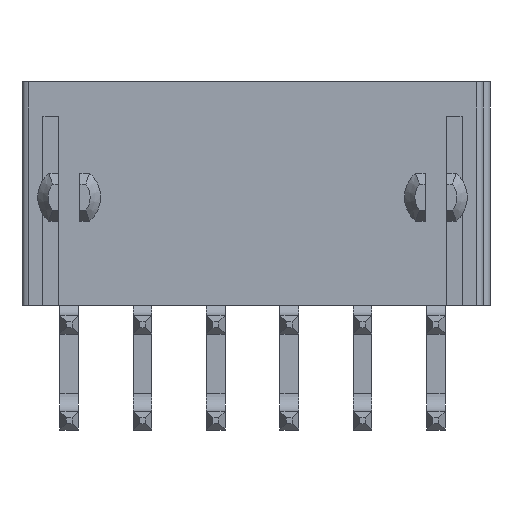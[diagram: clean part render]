
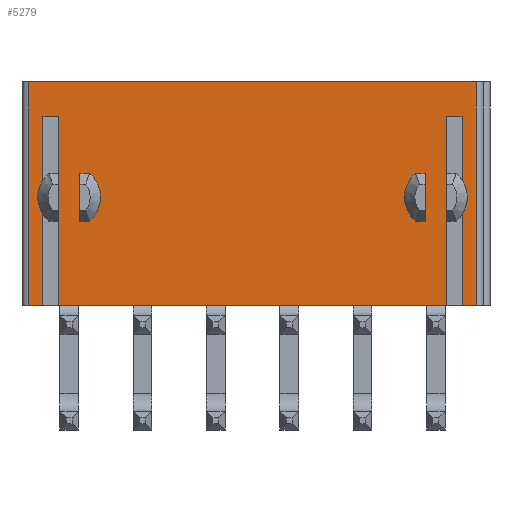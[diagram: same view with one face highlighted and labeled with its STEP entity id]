
A CAD part, front view. The second image highlights one B-rep face of the part: STEP entity #5279.
In plain terms, the highlighted planar face has unit normal (0, -1, 0).
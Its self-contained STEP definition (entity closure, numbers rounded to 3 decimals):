
#22=DIRECTION('',(-1.,0.,0.));
#23=VECTOR('',#22,25.6);
#24=CARTESIAN_POINT('',(12.8,0.4,0.));
#25=LINE('',#24,#23);
#329=DIRECTION('',(0.,0.,1.));
#330=VECTOR('',#329,12.8);
#331=CARTESIAN_POINT('',(-12.8,0.4,-12.8));
#332=LINE('',#331,#330);
#338=DIRECTION('',(0.,0.,-1.));
#339=VECTOR('',#338,2.741);
#340=CARTESIAN_POINT('',(9.89,0.4,-5.23));
#341=LINE('',#340,#339);
#342=DIRECTION('',(0.,0.,1.));
#343=VECTOR('',#342,2.741);
#344=CARTESIAN_POINT('',(-9.89,0.4,-7.97));
#345=LINE('',#344,#343);
#346=DIRECTION('',(-1.,0.,0.));
#347=VECTOR('',#346,0.89);
#348=CARTESIAN_POINT('',(12.,0.4,-2.));
#349=LINE('',#348,#347);
#350=DIRECTION('',(-1.,0.,0.));
#351=VECTOR('',#350,0.89);
#352=CARTESIAN_POINT('',(-11.11,0.4,-2.));
#353=LINE('',#352,#351);
#354=DIRECTION('',(0.,0.,1.));
#355=VECTOR('',#354,10.8);
#356=CARTESIAN_POINT('',(-12.,0.4,-12.8));
#357=LINE('',#356,#355);
#358=DIRECTION('',(0.,0.,1.));
#359=VECTOR('',#358,10.8);
#360=CARTESIAN_POINT('',(12.,0.4,-12.8));
#361=LINE('',#360,#359);
#367=CARTESIAN_POINT('',(10.5,0.4,-6.6));
#368=DIRECTION('',(0.,1.,0.));
#369=DIRECTION('',(-0.407,0.,-0.914));
#370=AXIS2_PLACEMENT_3D('',#367,#368,#369);
#491=DIRECTION('',(0.,0.,1.));
#492=VECTOR('',#491,10.8);
#493=CARTESIAN_POINT('',(11.11,0.4,-12.8));
#494=LINE('',#493,#492);
#531=DIRECTION('',(-1.,0.,0.));
#532=VECTOR('',#531,0.8);
#533=CARTESIAN_POINT('',(-12.,0.4,-12.8));
#534=LINE('',#533,#532);
#539=DIRECTION('',(-1.,0.,0.));
#540=VECTOR('',#539,22.22);
#541=CARTESIAN_POINT('',(11.11,0.4,-12.8));
#542=LINE('',#541,#540);
#547=DIRECTION('',(-1.,0.,0.));
#548=VECTOR('',#547,0.8);
#549=CARTESIAN_POINT('',(12.8,0.4,-12.8));
#550=LINE('',#549,#548);
#776=DIRECTION('',(0.,0.,-1.));
#777=VECTOR('',#776,10.8);
#778=CARTESIAN_POINT('',(-11.11,0.4,-2.));
#779=LINE('',#778,#777);
#804=CARTESIAN_POINT('',(-10.5,0.4,-6.6));
#805=DIRECTION('',(0.,1.,0.));
#806=DIRECTION('',(0.407,0.,0.914));
#807=AXIS2_PLACEMENT_3D('',#804,#805,#806);
#1065=DIRECTION('',(0.,0.,1.));
#1066=VECTOR('',#1065,12.8);
#1067=CARTESIAN_POINT('',(12.8,0.4,-12.8));
#1068=LINE('',#1067,#1066);
#3933=CARTESIAN_POINT('',(12.8,0.4,-12.8));
#3934=CARTESIAN_POINT('',(12.8,0.4,0.));
#3935=VERTEX_POINT('',#3933);
#3936=VERTEX_POINT('',#3934);
#3961=CARTESIAN_POINT('',(-12.8,0.4,0.));
#3962=VERTEX_POINT('',#3961);
#3963=CARTESIAN_POINT('',(-12.8,0.4,-12.8));
#3964=VERTEX_POINT('',#3963);
#3965=CARTESIAN_POINT('',(9.89,0.4,-5.23));
#3966=CARTESIAN_POINT('',(9.89,0.4,-7.97));
#3967=VERTEX_POINT('',#3965);
#3968=VERTEX_POINT('',#3966);
#4013=CARTESIAN_POINT('',(-9.89,0.4,-7.97));
#4014=CARTESIAN_POINT('',(-9.89,0.4,-5.23));
#4015=VERTEX_POINT('',#4013);
#4016=VERTEX_POINT('',#4014);
#4077=CARTESIAN_POINT('',(12.,0.4,-2.));
#4078=CARTESIAN_POINT('',(11.11,0.4,-2.));
#4079=VERTEX_POINT('',#4077);
#4080=VERTEX_POINT('',#4078);
#4081=CARTESIAN_POINT('',(12.,0.4,-12.8));
#4082=VERTEX_POINT('',#4081);
#4083=CARTESIAN_POINT('',(-12.,0.4,-12.8));
#4084=CARTESIAN_POINT('',(-12.,0.4,-2.));
#4085=VERTEX_POINT('',#4083);
#4086=VERTEX_POINT('',#4084);
#4087=CARTESIAN_POINT('',(-11.11,0.4,-2.));
#4088=VERTEX_POINT('',#4087);
#4089=CARTESIAN_POINT('',(11.11,0.4,-12.8));
#4090=VERTEX_POINT('',#4089);
#4091=CARTESIAN_POINT('',(-11.11,0.4,-12.8));
#4092=VERTEX_POINT('',#4091);
#5238=CARTESIAN_POINT('',(13.2,0.4,0.));
#5239=DIRECTION('',(0.,-1.,0.));
#5240=DIRECTION('',(-1.,0.,0.));
#5241=AXIS2_PLACEMENT_3D('',#5238,#5239,#5240);
#5242=PLANE('',#5241);
#5244=ORIENTED_EDGE('',*,*,#5243,.T.);
#5246=ORIENTED_EDGE('',*,*,#5245,.F.);
#5248=ORIENTED_EDGE('',*,*,#5247,.T.);
#5250=ORIENTED_EDGE('',*,*,#5249,.F.);
#5252=ORIENTED_EDGE('',*,*,#5251,.T.);
#5254=ORIENTED_EDGE('',*,*,#5253,.F.);
#5256=ORIENTED_EDGE('',*,*,#5255,.T.);
#5257=ORIENTED_EDGE('',*,*,#5231,.T.);
#5258=ORIENTED_EDGE('',*,*,#4988,.F.);
#5260=ORIENTED_EDGE('',*,*,#5259,.F.);
#5262=ORIENTED_EDGE('',*,*,#5261,.T.);
#5264=ORIENTED_EDGE('',*,*,#5263,.T.);
#5265=EDGE_LOOP('',(#5244,#5246,#5248,#5250,#5252,#5254,#5256,#5257,#5258,#5260,
#5262,#5264));
#5266=FACE_OUTER_BOUND('',#5265,.F.);
#5268=ORIENTED_EDGE('',*,*,#5267,.F.);
#5270=ORIENTED_EDGE('',*,*,#5269,.F.);
#5271=EDGE_LOOP('',(#5268,#5270));
#5272=FACE_BOUND('',#5271,.F.);
#5274=ORIENTED_EDGE('',*,*,#5273,.F.);
#5276=ORIENTED_EDGE('',*,*,#5275,.F.);
#5277=EDGE_LOOP('',(#5274,#5276));
#5278=FACE_BOUND('',#5277,.F.);
#5279=ADVANCED_FACE('',(#5266,#5272,#5278),#5242,.T.);
#371=CIRCLE('',#370,1.5);
#808=CIRCLE('',#807,1.5);
#4988=EDGE_CURVE('',#3936,#3962,#25,.T.);
#5231=EDGE_CURVE('',#3964,#3962,#332,.T.);
#5243=EDGE_CURVE('',#4079,#4080,#349,.T.);
#5245=EDGE_CURVE('',#4090,#4080,#494,.T.);
#5247=EDGE_CURVE('',#4090,#4092,#542,.T.);
#5249=EDGE_CURVE('',#4088,#4092,#779,.T.);
#5251=EDGE_CURVE('',#4088,#4086,#353,.T.);
#5253=EDGE_CURVE('',#4085,#4086,#357,.T.);
#5255=EDGE_CURVE('',#4085,#3964,#534,.T.);
#5259=EDGE_CURVE('',#3935,#3936,#1068,.T.);
#5261=EDGE_CURVE('',#3935,#4082,#550,.T.);
#5263=EDGE_CURVE('',#4082,#4079,#361,.T.);
#5267=EDGE_CURVE('',#4016,#4015,#808,.T.);
#5269=EDGE_CURVE('',#4015,#4016,#345,.T.);
#5273=EDGE_CURVE('',#3968,#3967,#371,.T.);
#5275=EDGE_CURVE('',#3967,#3968,#341,.T.);
